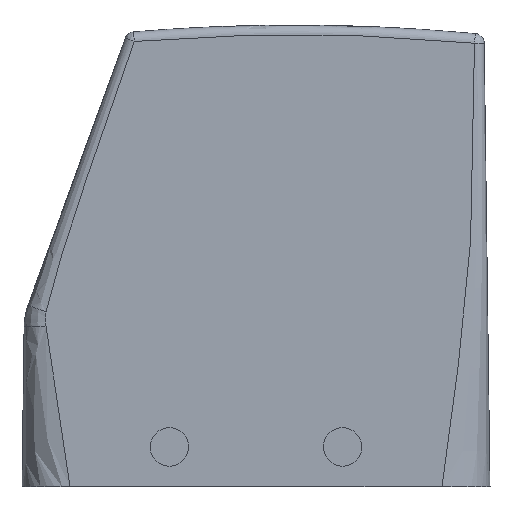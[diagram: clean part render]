
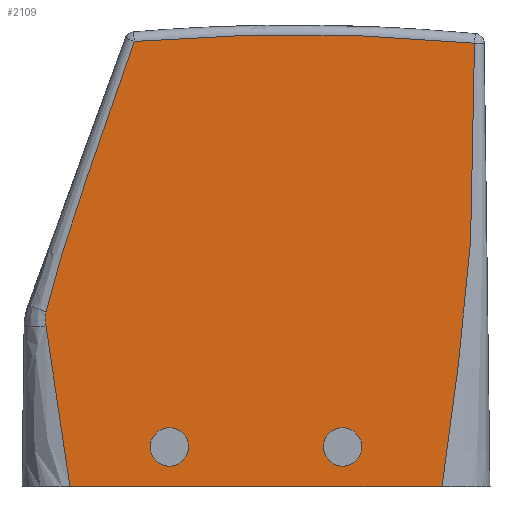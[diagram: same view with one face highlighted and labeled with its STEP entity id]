
A CAD part, left-side view. The second image highlights one B-rep face of the part: STEP entity #2109.
In plain terms, the highlighted planar face has unit normal (-1, 0, 0).
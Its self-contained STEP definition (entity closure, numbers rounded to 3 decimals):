
#829=AXIS2_PLACEMENT_3D('Circle Axis2P3D',#827,#828,$) ;
#1976=AXIS2_PLACEMENT_3D('Plane Axis2P3D',#1973,#1974,#1975) ;
#2075=AXIS2_PLACEMENT_3D('Circle Axis2P3D',#2073,#2074,$) ;
#2084=AXIS2_PLACEMENT_3D('Circle Axis2P3D',#2082,#2083,$) ;
#2093=AXIS2_PLACEMENT_3D('Circle Axis2P3D',#2091,#2092,$) ;
#2102=AXIS2_PLACEMENT_3D('Circle Axis2P3D',#2100,#2101,$) ;
#824=CARTESIAN_POINT('Vertex',(7.5,55.485,69.452)) ;
#827=CARTESIAN_POINT('Axis2P3D Location',(7.5,30.5,-228.)) ;
#831=CARTESIAN_POINT('Vertex',(7.5,2.421,69.176)) ;
#1450=CARTESIAN_POINT('Vertex',(7.5,7.487,0.)) ;
#1455=CARTESIAN_POINT('Line Origine',(7.5,36.501,0.)) ;
#1459=CARTESIAN_POINT('Vertex',(7.5,65.515,0.)) ;
#1973=CARTESIAN_POINT('Axis2P3D Location',(7.5,-1.533,-30.8)) ;
#1979=CARTESIAN_POINT('Control Point',(7.5,55.485,69.452)) ;
#1980=CARTESIAN_POINT('Control Point',(7.5,56.081,67.78)) ;
#1981=CARTESIAN_POINT('Control Point',(7.5,56.672,66.114)) ;
#1982=CARTESIAN_POINT('Control Point',(7.5,57.255,64.46)) ;
#1983=CARTESIAN_POINT('Control Point',(7.5,57.977,62.402)) ;
#1984=CARTESIAN_POINT('Control Point',(7.5,58.697,60.334)) ;
#1985=CARTESIAN_POINT('Control Point',(7.5,58.888,59.787)) ;
#1986=CARTESIAN_POINT('Control Point',(7.5,60.121,56.237)) ;
#1987=CARTESIAN_POINT('Control Point',(7.5,61.343,52.685)) ;
#1988=CARTESIAN_POINT('Control Point',(7.5,62.424,49.521)) ;
#1989=CARTESIAN_POINT('Control Point',(7.5,63.613,46.024)) ;
#1990=CARTESIAN_POINT('Control Point',(7.5,64.778,42.519)) ;
#1991=CARTESIAN_POINT('Control Point',(7.5,64.867,42.25)) ;
#1992=CARTESIAN_POINT('Control Point',(7.5,65.084,41.594)) ;
#1993=CARTESIAN_POINT('Control Point',(7.5,65.299,40.942)) ;
#1994=CARTESIAN_POINT('Control Point',(7.5,65.403,40.624)) ;
#1995=CARTESIAN_POINT('Control Point',(7.5,65.704,39.702)) ;
#1996=CARTESIAN_POINT('Control Point',(7.5,66.,38.779)) ;
#1997=CARTESIAN_POINT('Control Point',(7.5,66.193,38.172)) ;
#1998=CARTESIAN_POINT('Control Point',(7.5,66.568,36.974)) ;
#1999=CARTESIAN_POINT('Control Point',(7.5,66.933,35.774)) ;
#2000=CARTESIAN_POINT('Control Point',(7.5,67.109,35.185)) ;
#2001=CARTESIAN_POINT('Control Point',(7.5,67.676,33.257)) ;
#2002=CARTESIAN_POINT('Control Point',(7.5,68.212,31.321)) ;
#2003=CARTESIAN_POINT('Control Point',(7.5,68.569,29.97)) ;
#2004=CARTESIAN_POINT('Control Point',(7.5,68.91,28.615)) ;
#2005=CARTESIAN_POINT('Control Point',(7.5,69.235,27.257)) ;
#2006=CARTESIAN_POINT('Vertex',(7.5,69.235,27.257)) ;
#2010=CARTESIAN_POINT('Control Point',(7.5,69.235,27.257)) ;
#2011=CARTESIAN_POINT('Control Point',(7.5,69.322,26.799)) ;
#2012=CARTESIAN_POINT('Control Point',(7.5,69.367,26.333)) ;
#2013=CARTESIAN_POINT('Control Point',(7.5,69.37,25.865)) ;
#2014=CARTESIAN_POINT('Control Point',(7.5,69.328,25.403)) ;
#2015=CARTESIAN_POINT('Control Point',(7.5,69.243,24.955)) ;
#2016=CARTESIAN_POINT('Vertex',(7.5,69.243,24.955)) ;
#2020=CARTESIAN_POINT('Control Point',(7.5,69.243,24.955)) ;
#2021=CARTESIAN_POINT('Control Point',(7.5,68.826,21.512)) ;
#2022=CARTESIAN_POINT('Control Point',(7.5,68.335,18.072)) ;
#2023=CARTESIAN_POINT('Control Point',(7.5,67.798,14.68)) ;
#2024=CARTESIAN_POINT('Control Point',(7.5,67.162,10.725)) ;
#2025=CARTESIAN_POINT('Control Point',(7.5,66.541,6.763)) ;
#2026=CARTESIAN_POINT('Control Point',(7.5,66.475,6.341)) ;
#2027=CARTESIAN_POINT('Control Point',(7.5,66.317,5.324)) ;
#2028=CARTESIAN_POINT('Control Point',(7.5,66.162,4.312)) ;
#2029=CARTESIAN_POINT('Control Point',(7.5,66.086,3.818)) ;
#2030=CARTESIAN_POINT('Control Point',(7.5,65.925,2.758)) ;
#2031=CARTESIAN_POINT('Control Point',(7.5,65.767,1.7)) ;
#2032=CARTESIAN_POINT('Control Point',(7.5,65.682,1.135)) ;
#2033=CARTESIAN_POINT('Control Point',(7.5,65.599,0.568)) ;
#2034=CARTESIAN_POINT('Control Point',(7.5,65.515,0.)) ;
#2037=CARTESIAN_POINT('Control Point',(7.5,2.421,69.176)) ;
#2038=CARTESIAN_POINT('Control Point',(7.5,2.419,67.615)) ;
#2039=CARTESIAN_POINT('Control Point',(7.5,2.42,66.054)) ;
#2040=CARTESIAN_POINT('Control Point',(7.5,2.424,64.492)) ;
#2041=CARTESIAN_POINT('Control Point',(7.5,2.435,62.229)) ;
#2042=CARTESIAN_POINT('Control Point',(7.5,2.453,59.967)) ;
#2043=CARTESIAN_POINT('Control Point',(7.5,2.459,59.244)) ;
#2044=CARTESIAN_POINT('Control Point',(7.5,2.484,56.528)) ;
#2045=CARTESIAN_POINT('Control Point',(7.5,2.518,53.811)) ;
#2046=CARTESIAN_POINT('Control Point',(7.5,2.55,51.697)) ;
#2047=CARTESIAN_POINT('Control Point',(7.5,2.594,49.267)) ;
#2048=CARTESIAN_POINT('Control Point',(7.5,2.658,46.849)) ;
#2049=CARTESIAN_POINT('Control Point',(7.5,2.67,46.433)) ;
#2050=CARTESIAN_POINT('Control Point',(7.5,2.845,40.487)) ;
#2051=CARTESIAN_POINT('Control Point',(7.5,3.166,34.543)) ;
#2052=CARTESIAN_POINT('Control Point',(7.5,3.694,29.003)) ;
#2053=CARTESIAN_POINT('Control Point',(7.5,4.611,21.358)) ;
#2054=CARTESIAN_POINT('Control Point',(7.5,5.64,13.726)) ;
#2055=CARTESIAN_POINT('Control Point',(7.5,5.93,11.601)) ;
#2056=CARTESIAN_POINT('Control Point',(7.5,6.28,9.039)) ;
#2057=CARTESIAN_POINT('Control Point',(7.5,6.627,6.477)) ;
#2058=CARTESIAN_POINT('Control Point',(7.5,6.686,6.04)) ;
#2059=CARTESIAN_POINT('Control Point',(7.5,6.885,4.564)) ;
#2060=CARTESIAN_POINT('Control Point',(7.5,7.081,3.091)) ;
#2061=CARTESIAN_POINT('Control Point',(7.5,7.217,2.06)) ;
#2062=CARTESIAN_POINT('Control Point',(7.5,7.352,1.031)) ;
#2063=CARTESIAN_POINT('Control Point',(7.5,7.487,0.)) ;
#2073=CARTESIAN_POINT('Axis2P3D Location',(7.5,50.,6.2)) ;
#2077=CARTESIAN_POINT('Vertex',(7.5,48.245,7.159)) ;
#2079=CARTESIAN_POINT('Vertex',(7.5,51.755,5.241)) ;
#2082=CARTESIAN_POINT('Axis2P3D Location',(7.5,50.,6.2)) ;
#2091=CARTESIAN_POINT('Axis2P3D Location',(7.5,23.,6.2)) ;
#2095=CARTESIAN_POINT('Vertex',(7.5,21.245,5.241)) ;
#2097=CARTESIAN_POINT('Vertex',(7.5,24.755,7.159)) ;
#2100=CARTESIAN_POINT('Axis2P3D Location',(7.5,23.,6.2)) ;
#828=DIRECTION('Axis2P3D Direction',(-1.,0.,0.)) ;
#1456=DIRECTION('Vector Direction',(0.,-1.,0.)) ;
#1974=DIRECTION('Axis2P3D Direction',(-1.,0.,0.)) ;
#1975=DIRECTION('Axis2P3D XDirection',(0.,-0.17,0.985)) ;
#2074=DIRECTION('Axis2P3D Direction',(-1.,0.,0.)) ;
#2083=DIRECTION('Axis2P3D Direction',(-1.,0.,0.)) ;
#2092=DIRECTION('Axis2P3D Direction',(-1.,0.,0.)) ;
#2101=DIRECTION('Axis2P3D Direction',(-1.,0.,0.)) ;
#1457=VECTOR('Line Direction',#1456,1.) ;
#2066=ORIENTED_EDGE('',*,*,#2008,.F.) ;
#2067=ORIENTED_EDGE('',*,*,#2018,.F.) ;
#2068=ORIENTED_EDGE('',*,*,#2035,.F.) ;
#2069=ORIENTED_EDGE('',*,*,#1461,.T.) ;
#2070=ORIENTED_EDGE('',*,*,#2064,.T.) ;
#2071=ORIENTED_EDGE('',*,*,#833,.T.) ;
#2088=ORIENTED_EDGE('',*,*,#2081,.F.) ;
#2089=ORIENTED_EDGE('',*,*,#2086,.F.) ;
#2106=ORIENTED_EDGE('',*,*,#2099,.F.) ;
#2107=ORIENTED_EDGE('',*,*,#2104,.F.) ;
#2090=FACE_BOUND('',#2087,.T.) ;
#2108=FACE_BOUND('',#2105,.T.) ;
#2109=ADVANCED_FACE('HOUSING',(#2072,#2090,#2108),#1977,.T.) ;
#1978=B_SPLINE_CURVE_WITH_KNOTS('',5,(#1979,#1980,#1981,#1982,#1983,#1984,#1985,#1986,#1987,#1988,#1989,#1990,#1991,#1992,#1993,#1994,#1995,#1996,#1997,#1998,#1999,#2000,#2001,#2002,#2003,#2004,#2005),.UNSPECIFIED.,.F.,.U.,(6,3,3,3,3,3,3,3,6),(0.,12.531,15.445,39.025,41.517,43.913,48.45,52.777,62.647),.UNSPECIFIED.) ;
#2009=B_SPLINE_CURVE_WITH_KNOTS('',5,(#2010,#2011,#2012,#2013,#2014,#2015),.UNSPECIFIED.,.F.,.U.,(6,6),(0.,3.276),.UNSPECIFIED.) ;
#2019=B_SPLINE_CURVE_WITH_KNOTS('',5,(#2020,#2021,#2022,#2023,#2024,#2025,#2026,#2027,#2028,#2029,#2030,#2031,#2032,#2033,#2034),.UNSPECIFIED.,.F.,.U.,(6,3,3,3,6),(0.,24.507,28.211,31.774,35.859),.UNSPECIFIED.) ;
#2036=B_SPLINE_CURVE_WITH_KNOTS('',5,(#2037,#2038,#2039,#2040,#2041,#2042,#2043,#2044,#2045,#2046,#2047,#2048,#2049,#2050,#2051,#2052,#2053,#2054,#2055,#2056,#2057,#2058,#2059,#2060,#2061,#2062,#2063),.UNSPECIFIED.,.F.,.U.,(6,3,3,3,3,3,3,3,6),(0.,11.056,16.021,30.291,33.14,72.412,87.57,90.689,98.087),.UNSPECIFIED.) ;
#830=CIRCLE('generated circle',#829,298.5) ;
#2076=CIRCLE('generated circle',#2075,2.) ;
#2085=CIRCLE('generated circle',#2084,2.) ;
#2094=CIRCLE('generated circle',#2093,2.) ;
#2103=CIRCLE('generated circle',#2102,2.) ;
#833=EDGE_CURVE('',#832,#825,#830,.T.) ;
#1461=EDGE_CURVE('',#1460,#1451,#1458,.T.) ;
#2008=EDGE_CURVE('',#2007,#825,#1978,.F.) ;
#2018=EDGE_CURVE('',#2017,#2007,#2009,.F.) ;
#2035=EDGE_CURVE('',#1460,#2017,#2019,.F.) ;
#2064=EDGE_CURVE('',#1451,#832,#2036,.F.) ;
#2081=EDGE_CURVE('',#2078,#2080,#2076,.T.) ;
#2086=EDGE_CURVE('',#2080,#2078,#2085,.T.) ;
#2099=EDGE_CURVE('',#2096,#2098,#2094,.T.) ;
#2104=EDGE_CURVE('',#2098,#2096,#2103,.T.) ;
#2065=EDGE_LOOP('',(#2066,#2067,#2068,#2069,#2070,#2071)) ;
#2087=EDGE_LOOP('',(#2088,#2089)) ;
#2105=EDGE_LOOP('',(#2106,#2107)) ;
#2072=FACE_OUTER_BOUND('',#2065,.T.) ;
#1458=LINE('Line',#1455,#1457) ;
#1977=PLANE('',#1976) ;
#825=VERTEX_POINT('',#824) ;
#832=VERTEX_POINT('',#831) ;
#1451=VERTEX_POINT('',#1450) ;
#1460=VERTEX_POINT('',#1459) ;
#2007=VERTEX_POINT('',#2006) ;
#2017=VERTEX_POINT('',#2016) ;
#2078=VERTEX_POINT('',#2077) ;
#2080=VERTEX_POINT('',#2079) ;
#2096=VERTEX_POINT('',#2095) ;
#2098=VERTEX_POINT('',#2097) ;
